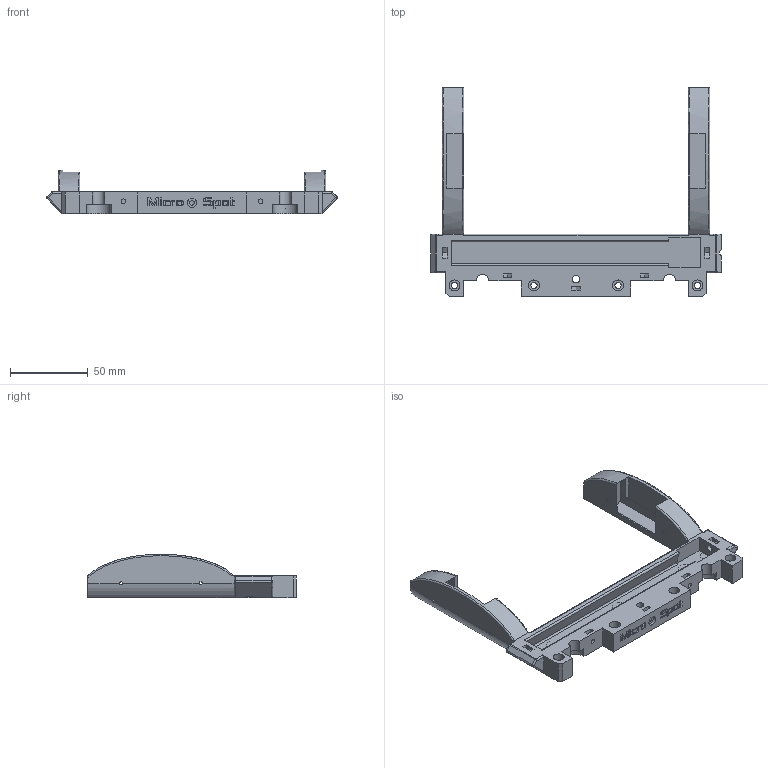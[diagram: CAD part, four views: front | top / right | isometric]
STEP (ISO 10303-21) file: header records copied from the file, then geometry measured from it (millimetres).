
FILE_DESCRIPTION(('FreeCAD Model'),'2;1');
FILE_NAME('UpperPhoneCarriage.step','2016-12-02T16:35:18',('Author'),( ''),'Open CASCADE STEP processor 6.8','FreeCAD','Unknown');
FILE_SCHEMA(('AUTOMOTIVE_DESIGN_CC2 { 1 2 10303 214 -1 1 5 4 }'));
Length unit declared in the file: millimetre
Products named in the file (2): ASSEMBLY; UpperPhoneCarriage
Assembly tree (1 placements, depth 2):
  ASSEMBLY
    UpperPhoneCarriage
Bounding box: 186.67 x 134 x 27.87 mm (x, y, z)
Volume: 85803 mm3; surface area: 44591.3 mm2
Topology: 1 solids, 1 shells, 434 faces, 1232 edges, 811 vertices
Faces by surface type: plane 295, cylinder 85, extrusion 38, bspline 10, sphere 6
Full cylindrical faces by diameter (mm): 3 x4, 4 x4, 4.8 x1, 7 x4, 9 x5
Entity records: 39945 total; most frequent: CARTESIAN_POINT 16325, DIRECTION 4082, VECTOR 2726, LINE 2688, ORIENTED_EDGE 2452, PCURVE 2452, DEFINITIONAL_REPRESENTATION 2452, EDGE_CURVE 1226
